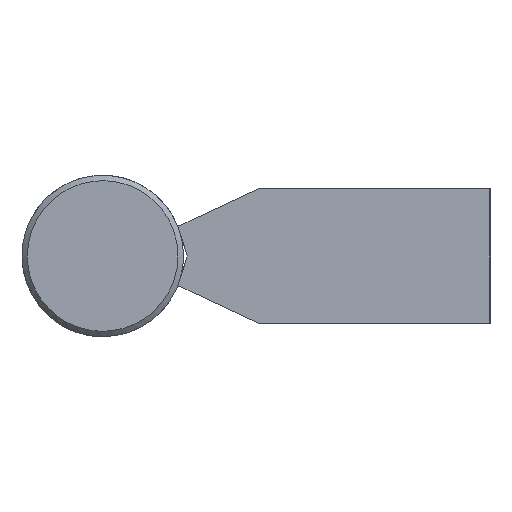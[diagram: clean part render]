
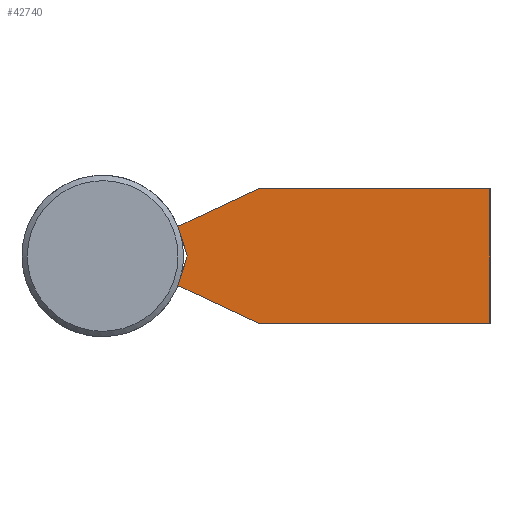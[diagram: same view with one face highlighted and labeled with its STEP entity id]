
A CAD part, left-side view. The second image highlights one B-rep face of the part: STEP entity #42740.
In plain terms, the highlighted free-form (B-spline) face has degree [1, 1] with [2, 2] control points.
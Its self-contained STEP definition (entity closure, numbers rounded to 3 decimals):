
#4150 = CARTESIAN_POINT ('', (0., 43.005, 12.5));
#4160 = VERTEX_POINT ('', #4150);
#4170 = CARTESIAN_POINT ('', (0., 58.017, 5.5));
#4180 = VERTEX_POINT ('', #4170);
#4190 = CARTESIAN_POINT ('', (0., 43.005, 12.5));
#4200 = CARTESIAN_POINT ('', (0., 48.009, 10.167));
#4210 = CARTESIAN_POINT ('', (0., 53.013, 7.833));
#4220 = CARTESIAN_POINT ('', (0., 58.017, 5.5));
#4230 = B_SPLINE_CURVE_WITH_KNOTS ('', 3, (#4190, #4200, #4210, #4220), .UNSPECIFIED., .F., .U., (4, 4), (0., 1.), .UNSPECIFIED.);
#4240 = EDGE_CURVE ('', #4160, #4180, #4230, .T.);
#4870 = CARTESIAN_POINT ('', (0., 0., 12.5));
#4880 = VERTEX_POINT ('', #4870);
#4890 = CARTESIAN_POINT ('', (0., 0., 12.5));
#4900 = CARTESIAN_POINT ('', (0., 43.005, 12.5));
#4910 = B_SPLINE_CURVE_WITH_KNOTS ('', 1, (#4890, #4900), .UNSPECIFIED., .F., .U., (2, 2), (0., 1.), .UNSPECIFIED.);
#4920 = EDGE_CURVE ('', #4880, #4160, #4910, .T.);
#8730 = CARTESIAN_POINT ('', (0., 43.005, -12.5));
#8740 = VERTEX_POINT ('', #8730);
#8750 = CARTESIAN_POINT ('', (0., 0., -12.5));
#8760 = VERTEX_POINT ('', #8750);
#8770 = CARTESIAN_POINT ('', (0., 43.005, -12.5));
#8780 = CARTESIAN_POINT ('', (0., 0., -12.5));
#8790 = B_SPLINE_CURVE_WITH_KNOTS ('', 1, (#8770, #8780), .UNSPECIFIED., .F., .U., (2, 2), (0., 1.), .UNSPECIFIED.);
#8800 = EDGE_CURVE ('', #8740, #8760, #8790, .T.);
#22790 = CARTESIAN_POINT ('', (0., 58.017, -5.5));
#22800 = VERTEX_POINT ('', #22790);
#22810 = CARTESIAN_POINT ('', (0., 58.017, -5.5));
#22820 = CARTESIAN_POINT ('', (0., 53.013, -7.833));
#22830 = CARTESIAN_POINT ('', (0., 48.009, -10.167));
#22840 = CARTESIAN_POINT ('', (0., 43.005, -12.5));
#22850 = B_SPLINE_CURVE_WITH_KNOTS ('', 3, (#22810, #22820, #22830, #22840), .UNSPECIFIED., .F., .U., (4, 4), (0., 1.), .UNSPECIFIED.);
#22860 = EDGE_CURVE ('', #22800, #8740, #22850, .T.);
#33020 = CARTESIAN_POINT ('', (0., 0., -12.5));
#33030 = CARTESIAN_POINT ('', (0., 0., 12.5));
#33040 = B_SPLINE_CURVE_WITH_KNOTS ('', 1, (#33020, #33030), .UNSPECIFIED., .F., .U., (2, 2), (0., 1.), .UNSPECIFIED.);
#33050 = EDGE_CURVE ('', #8760, #4880, #33040, .T.);
#42180 = CARTESIAN_POINT ('', (0., 56.283, 0.));
#42190 = VERTEX_POINT ('', #42180);
#42200 = CARTESIAN_POINT ('', (0., 56.283, 0.));
#42210 = CARTESIAN_POINT ('', (0., 56.861, -1.833));
#42220 = CARTESIAN_POINT ('', (0., 57.439, -3.667));
#42230 = CARTESIAN_POINT ('', (0., 58.017, -5.5));
#42240 = B_SPLINE_CURVE_WITH_KNOTS ('', 3, (#42200, #42210, #42220, #42230), .UNSPECIFIED., .F., .U., (4, 4), (0., 1.), .UNSPECIFIED.);
#42250 = EDGE_CURVE ('', #42190, #22800, #42240, .T.);
#42420 = CARTESIAN_POINT ('', (0., 58.017, 5.5));
#42430 = CARTESIAN_POINT ('', (0., 57.439, 3.667));
#42440 = CARTESIAN_POINT ('', (0., 56.861, 1.833));
#42450 = CARTESIAN_POINT ('', (0., 56.283, 0.));
#42460 = B_SPLINE_CURVE_WITH_KNOTS ('', 3, (#42420, #42430, #42440, #42450), .UNSPECIFIED., .F., .U., (4, 4), (0., 1.), .UNSPECIFIED.);
#42470 = EDGE_CURVE ('', #4180, #42190, #42460, .T.);
#42600 = ORIENTED_EDGE ('', *, *, #22860, .T.);
#42610 = ORIENTED_EDGE ('', *, *, #8800, .T.);
#42620 = ORIENTED_EDGE ('', *, *, #33050, .T.);
#42630 = ORIENTED_EDGE ('', *, *, #4920, .T.);
#42640 = ORIENTED_EDGE ('', *, *, #4240, .T.);
#42650 = ORIENTED_EDGE ('', *, *, #42470, .T.);
#42660 = ORIENTED_EDGE ('', *, *, #42250, .T.);
#42670 = EDGE_LOOP ('', (#42600, #42610, #42620, #42630, #42640, #42650, #42660));
#42680 = FACE_OUTER_BOUND ('', #42670, .T.);
#42690 = CARTESIAN_POINT ('', (0., 0., -12.5));
#42700 = CARTESIAN_POINT ('', (0., 58.365, -12.5));
#42710 = CARTESIAN_POINT ('', (0., 0., 12.5));
#42720 = CARTESIAN_POINT ('', (0., 58.365, 12.5));
#42730 = B_SPLINE_SURFACE_WITH_KNOTS ('', 1, 1, ((#42690, #42700), (#42710, #42720)), .UNSPECIFIED., .F., .F., .U., (2, 2), (2, 2), (0., 1.), (0., 1.), .UNSPECIFIED.);
#42740 = ADVANCED_FACE ('', (#42680), #42730, .T.);
